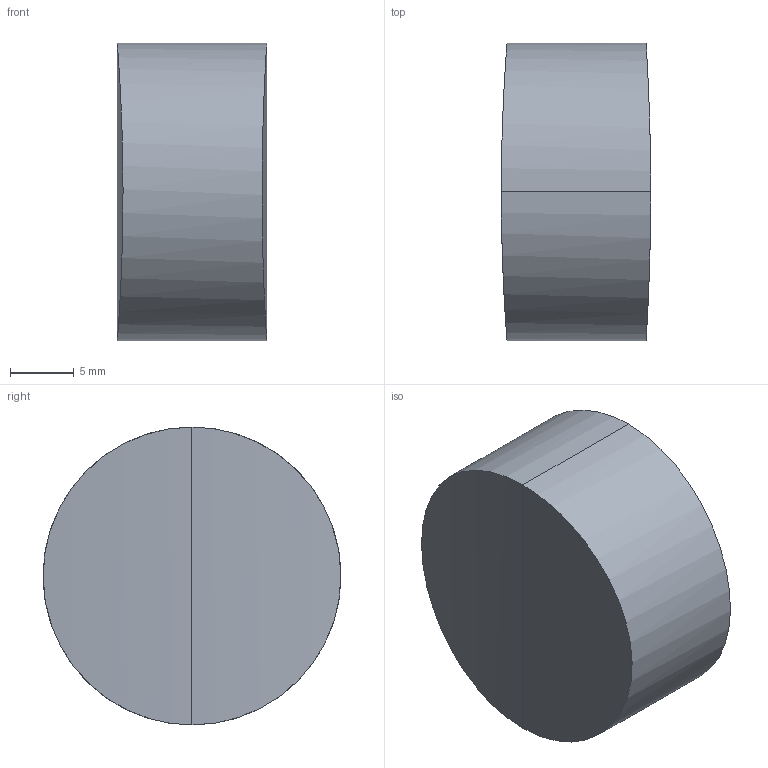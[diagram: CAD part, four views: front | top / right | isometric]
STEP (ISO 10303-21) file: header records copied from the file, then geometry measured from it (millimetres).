
FILE_DESCRIPTION (( 'STEP AP203' ), '1' );
FILE_NAME ('159008.STEP', '2024-12-10T02:01:03', ( '' ), ( '' ), 'SwSTEP 2.0', 'SolidWorks 2020', '' );
FILE_SCHEMA (( 'CONFIG_CONTROL_DESIGN' ));
Length unit declared in the file: millimetre
Products named in the file (1): 159008
Bounding box: 11.74 x 23.4 x 23.4 mm (x, y, z)
Volume: 4961.2 mm3; surface area: 1693.7 mm2
Topology: 1 solids, 1 shells, 5 faces, 7 edges, 4 vertices
Faces by surface type: cylinder 5
Entity records: 362 total; most frequent: CARTESIAN_POINT 205, DIRECTION 15, ORIENTED_EDGE 14, PERSON_AND_ORGANIZATION 8, EDGE_CURVE 7, AXIS2_PLACEMENT_3D 6, CC_DESIGN_PERSON_AND_ORGANIZATION_ASSIGNMENT 5, FACE_OUTER_BOUND 5
